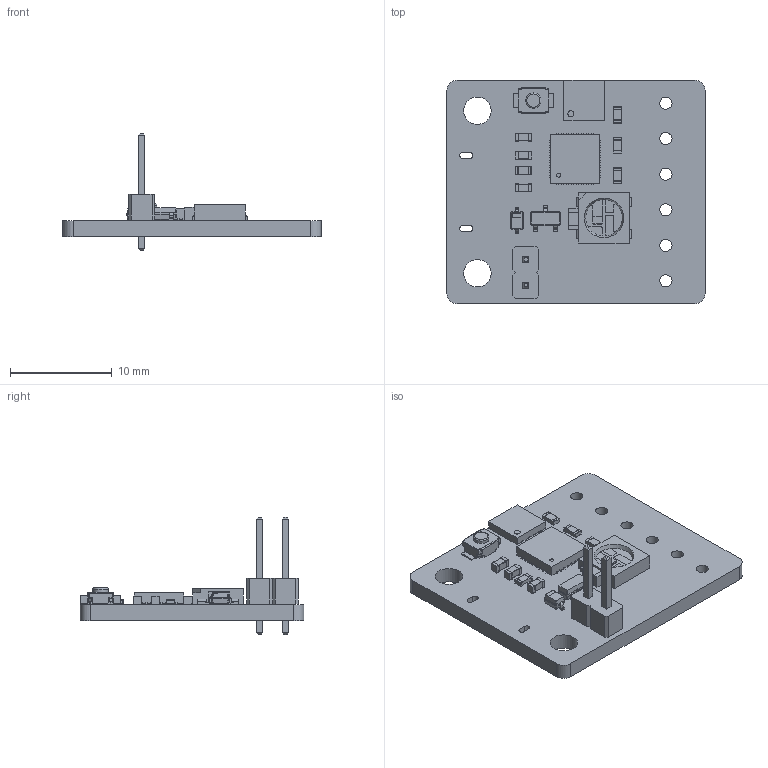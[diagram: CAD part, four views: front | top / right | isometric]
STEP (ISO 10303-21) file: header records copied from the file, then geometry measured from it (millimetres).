
FILE_DESCRIPTION(('KiCad electronic assembly'),'2;1');
FILE_NAME('fidi-micro.step','2020-05-12T22:15:52',('An Author'),( 'A Company'),'Open CASCADE STEP processor 6.9', 'KiCad to STEP converter','Unknown');
FILE_SCHEMA(('AUTOMOTIVE_DESIGN { 1 0 10303 214 1 1 1 1 }'));
Length unit declared in the file: millimetre
Products named in the file (22): Open CASCADE STEP translator 6.9 1; D_SOD-323; SOLID; C_0603_1608Metric; PinHeader_1x02_P2.54mm_Vertical; SOT-23; C_0805_2012Metric; QFN-32-1EP_5x5mm_P0.5mm_EP3.6x3.6mm; WSON-8_4x4mm_P0.8mm; SW_SPST_B3U-1000P; R_0603_1608Metric; WS2812_RGB_LED_updated; COMPOUND
Assembly tree (26 placements, depth 3):
  Open CASCADE STEP translator 6.9 1
    D_SOD-323
      SOLID
    C_0603_1608Metric  x3
      SOLID
    PinHeader_1x02_P2.54mm_Vertical
      SOLID
    SOT-23
      SOLID
    C_0805_2012Metric
      SOLID
    QFN-32-1EP_5x5mm_P0.5mm_EP3.6x3.6mm
      SOLID
    WSON-8_4x4mm_P0.8mm
      SOLID
    SW_SPST_B3U-1000P
      SOLID
    R_0603_1608Metric  x4
      SOLID
    WS2812_RGB_LED_updated
      SOLID
    COMPOUND
Bounding box: 25.4 x 22 x 11.54 mm (x, y, z)
Volume: 993 mm3; surface area: 1735.8 mm2
Topology: 16 solids, 16 shells, 1007 faces, 2669 edges, 1685 vertices
Faces by surface type: plane 685, cylinder 234, bspline 53, sphere 17, torus 17, cone 1
Full cylindrical faces by diameter (mm): 0.4 x1, 0.6 x1, 1 x2, 1.146 x1, 1.2 x6, 1.5 x1, 2.7 x2
Entity records: 65297 total; most frequent: CARTESIAN_POINT 12767, DIRECTION 8617, LINE 5996, VECTOR 5996, ORIENTED_EDGE 4608, PCURVE 4608, DEFINITIONAL_REPRESENTATION 4608, EDGE_CURVE 2304
